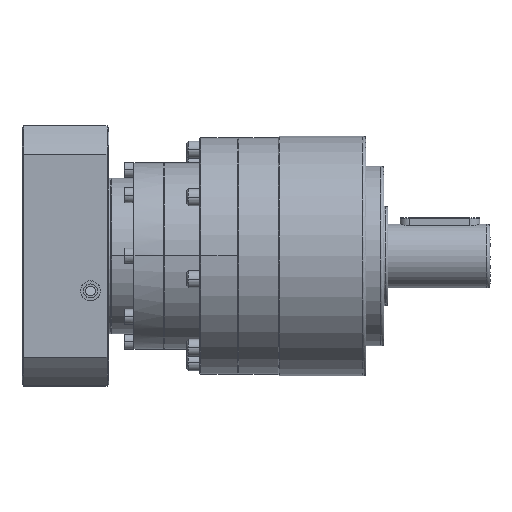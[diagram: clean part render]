
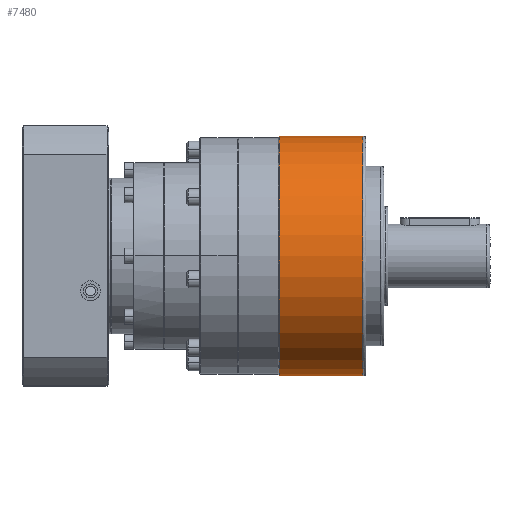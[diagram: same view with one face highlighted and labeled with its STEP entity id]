
A CAD part, top view. The second image highlights one B-rep face of the part: STEP entity #7480.
In plain terms, the highlighted cylindrical face has radius 60 mm (diameter 120 mm), a partial arc.
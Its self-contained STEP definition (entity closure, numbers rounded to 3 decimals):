
#154 = DIRECTION ( 'NONE',  ( 1., 0., 0. ) ) ;
#556 = FACE_OUTER_BOUND ( 'NONE', #1698, .T. ) ;
#570 = DIRECTION ( 'NONE',  ( 0., 0., 1. ) ) ;
#602 = CARTESIAN_POINT ( 'NONE',  ( 0., 0., 0. ) ) ;
#1176 = EDGE_CURVE ( 'NONE', #20530, #1560, #6652, .T. ) ;
#1181 = CARTESIAN_POINT ( 'NONE',  ( 60., 0., 62.5 ) ) ;
#1560 = VERTEX_POINT ( 'NONE', #5472 ) ;
#1698 = EDGE_LOOP ( 'NONE', ( #23530, #20416, #2480, #21007 ) ) ;
#2480 = ORIENTED_EDGE ( 'NONE', *, *, #18664, .T. ) ;
#3105 = CYLINDRICAL_SURFACE ( 'NONE', #8632, 60. ) ;
#3624 = VECTOR ( 'NONE', #11380, 1000. ) ;
#4161 = DIRECTION ( 'NONE',  ( 0., 0., -1. ) ) ;
#5472 = CARTESIAN_POINT ( 'NONE',  ( -60., 0., 62.5 ) ) ;
#6652 = LINE ( 'NONE', #21808, #7207 ) ;
#6714 = AXIS2_PLACEMENT_3D ( 'NONE', #23312, #23288, #23256 ) ;
#7207 = VECTOR ( 'NONE', #20540, 1000. ) ;
#7480 = ADVANCED_FACE ( 'NONE', ( #556 ), #3105, .T. ) ;
#8005 = EDGE_CURVE ( 'NONE', #20530, #22212, #16265, .T. ) ;
#8632 = AXIS2_PLACEMENT_3D ( 'NONE', #602, #570, #154 ) ;
#9638 = VERTEX_POINT ( 'NONE', #1181 ) ;
#10941 = CARTESIAN_POINT ( 'NONE',  ( 60., 0., 20.75 ) ) ;
#11380 = DIRECTION ( 'NONE',  ( 0., 0., 1. ) ) ;
#14655 = CARTESIAN_POINT ( 'NONE',  ( -60., 0., 20.75 ) ) ;
#15392 = CARTESIAN_POINT ( 'NONE',  ( 0., 0., 62.5 ) ) ;
#16265 = CIRCLE ( 'NONE', #6714, 60. ) ;
#16367 = AXIS2_PLACEMENT_3D ( 'NONE', #15392, #4161, #17367 ) ;
#17367 = DIRECTION ( 'NONE',  ( 1., 0., 0. ) ) ;
#18199 = EDGE_CURVE ( 'NONE', #9638, #1560, #22630, .T. ) ;
#18664 = EDGE_CURVE ( 'NONE', #22212, #9638, #23751, .T. ) ;
#20416 = ORIENTED_EDGE ( 'NONE', *, *, #8005, .T. ) ;
#20530 = VERTEX_POINT ( 'NONE', #14655 ) ;
#20540 = DIRECTION ( 'NONE',  ( 0., 0., 1. ) ) ;
#20550 = CARTESIAN_POINT ( 'NONE',  ( 60., 0., 0. ) ) ;
#21007 = ORIENTED_EDGE ( 'NONE', *, *, #18199, .T. ) ;
#21808 = CARTESIAN_POINT ( 'NONE',  ( -60., 0., 0. ) ) ;
#22212 = VERTEX_POINT ( 'NONE', #10941 ) ;
#22630 = CIRCLE ( 'NONE', #16367, 60. ) ;
#23256 = DIRECTION ( 'NONE',  ( 1., 0., 0. ) ) ;
#23288 = DIRECTION ( 'NONE',  ( 0., 0., 1. ) ) ;
#23312 = CARTESIAN_POINT ( 'NONE',  ( 0., 0., 20.75 ) ) ;
#23530 = ORIENTED_EDGE ( 'NONE', *, *, #1176, .F. ) ;
#23751 = LINE ( 'NONE', #20550, #3624 ) ;
